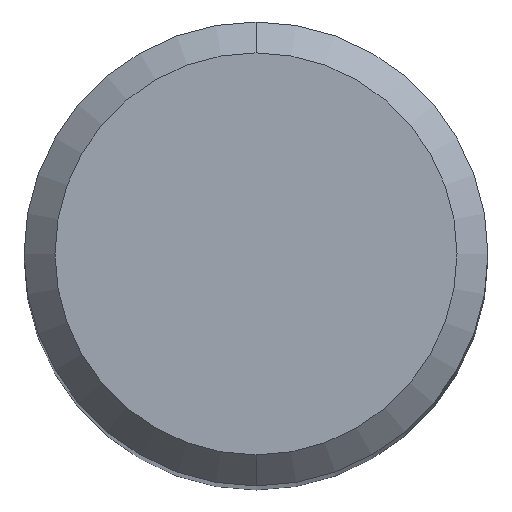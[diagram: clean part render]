
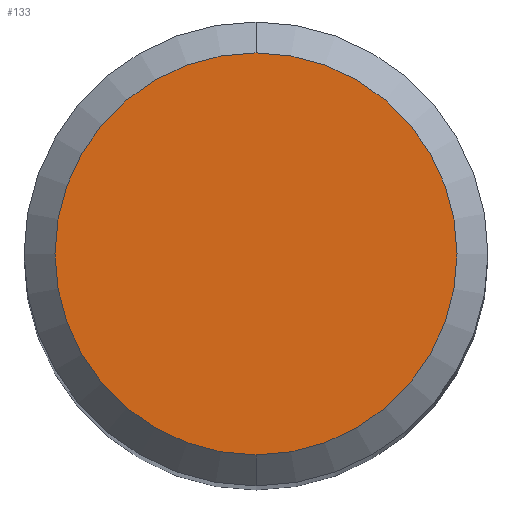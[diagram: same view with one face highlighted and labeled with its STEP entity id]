
A CAD part, top view. The second image highlights one B-rep face of the part: STEP entity #133.
In plain terms, the highlighted planar face has unit normal (0, 0, 1).
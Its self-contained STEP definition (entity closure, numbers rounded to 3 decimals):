
#133=ADVANCED_FACE('',(#291),#292,.T.);
#139=EDGE_CURVE('',#167,#215,#299,.T.);
#155=EDGE_CURVE('',#215,#167,#316,.T.);
#167=VERTEX_POINT('',#328);
#215=VERTEX_POINT('',#381);
#291=FACE_OUTER_BOUND('',#460,.T.);
#292=PLANE('',#461);
#299=CIRCLE('',#471,2.6);
#316=CIRCLE('',#494,2.6);
#328=CARTESIAN_POINT('',(0.0,2.6,0.0));
#381=CARTESIAN_POINT('',(0.,-2.6,0.0));
#460=EDGE_LOOP('',(#668,#669));
#461=AXIS2_PLACEMENT_3D('',#670,#671,#672);
#471=AXIS2_PLACEMENT_3D('',#680,#681,#682);
#494=AXIS2_PLACEMENT_3D('',#705,#706,#707);
#668=ORIENTED_EDGE('',*,*,#139,.F.);
#669=ORIENTED_EDGE('',*,*,#155,.F.);
#670=CARTESIAN_POINT('',(0.0,1.3,0.0));
#671=DIRECTION('',(-0.0,0.0,1.0));
#672=DIRECTION('',(0.0,-1.0,0.0));
#680=CARTESIAN_POINT('',(0.0,0.0,0.0));
#681=DIRECTION('',(0.0,0.0,-1.0));
#682=DIRECTION('',(0.0,1.0,0.0));
#705=CARTESIAN_POINT('',(0.0,0.0,0.0));
#706=DIRECTION('',(0.0,0.0,-1.0));
#707=DIRECTION('',(0.0,1.0,0.0));
